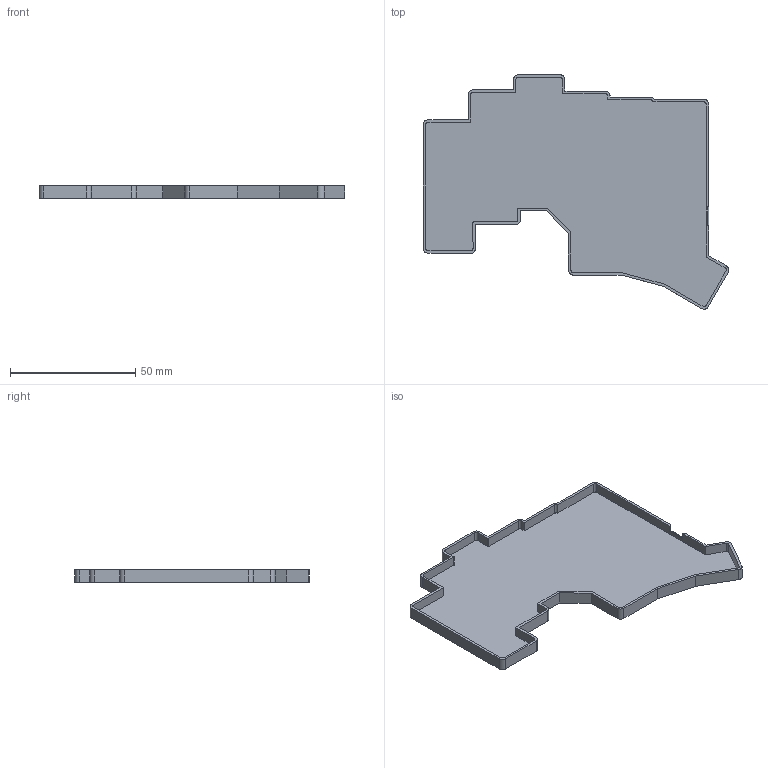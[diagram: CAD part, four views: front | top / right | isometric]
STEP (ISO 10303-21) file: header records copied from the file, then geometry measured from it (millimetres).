
FILE_DESCRIPTION(('HOOPS Exchange Step'),'2;1');
FILE_NAME('temp_export','2024-12-01T11:11:24+08:00',('SFittock'),('Shapr3D Limited'),'HOOPS Exchange 2024.6','Shapr3D','Authorized');
FILE_SCHEMA( ('AP242_MANAGED_MODEL_BASED_3D_ENGINEERING_MIM_LF {1 0 10303 442 1 1 4 }') );
Length unit declared in the file: millimetre
Products named in the file (1): root
Bounding box: 122.01 x 93.6 x 5 mm (x, y, z)
Volume: 9182.3 mm3; surface area: 18797.9 mm2
Topology: 1 solids, 1 shells, 91 faces, 267 edges, 178 vertices
Faces by surface type: plane 54, cylinder 37
Entity records: 3071 total; most frequent: CARTESIAN_POINT 538, ORIENTED_EDGE 534, DIRECTION 527, EDGE_CURVE 267, VECTOR 193, LINE 193, VERTEX_POINT 178, AXIS2_PLACEMENT_3D 167
